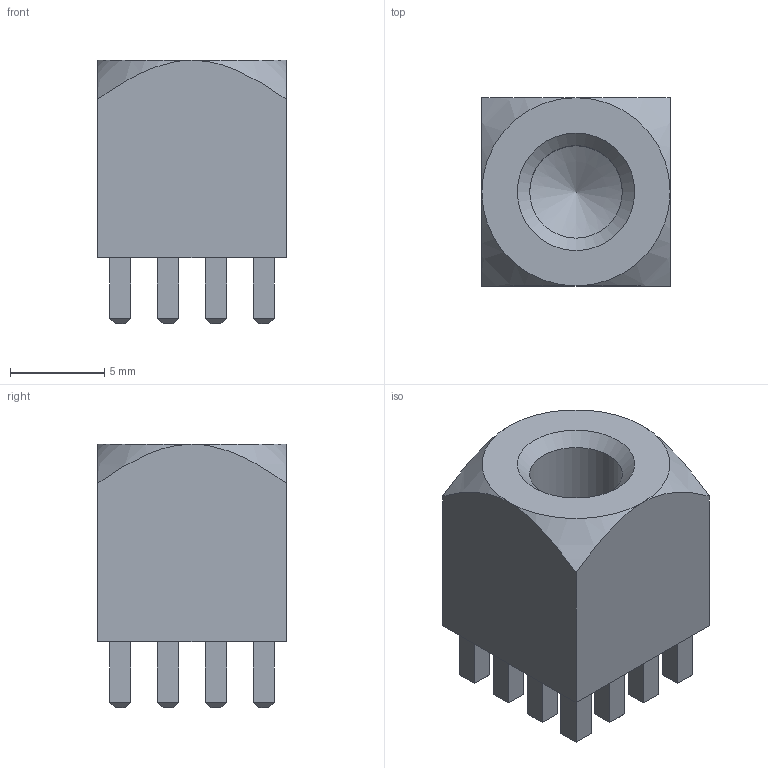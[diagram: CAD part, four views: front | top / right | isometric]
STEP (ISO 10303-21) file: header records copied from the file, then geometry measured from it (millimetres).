
FILE_DESCRIPTION( ( 'Unknown' ), '1' );
FILE_NAME( '7461097.stp', 'Unknown', ( 'Unknown' ), ( 'Unknown' ), 'PSStep 14.0', 'Unknown', ' ' );
FILE_SCHEMA( ( 'AUTOMOTIVE_DESIGN { 1 0 10303 214 1 1 1 1 }' ) );
Length unit declared in the file: millimetre
Products named in the file (1): 1
Bounding box: 10 x 10 x 14 mm (x, y, z)
Volume: 930.5 mm3; surface area: 966.8 mm2
Topology: 1 solids, 1 shells, 158 faces, 351 edges, 211 vertices
Faces by surface type: plane 150, cone 6, cylinder 2
Full cylindrical faces by diameter (mm): 4.917 x2
Entity records: 5492 total; most frequent: CARTESIAN_POINT 792, ORIENTED_EDGE 688, DIRECTION 662, EDGE_CURVE 344, LINE 328, VECTOR 328, VERTEX_POINT 209, EDGE_LOOP 178
